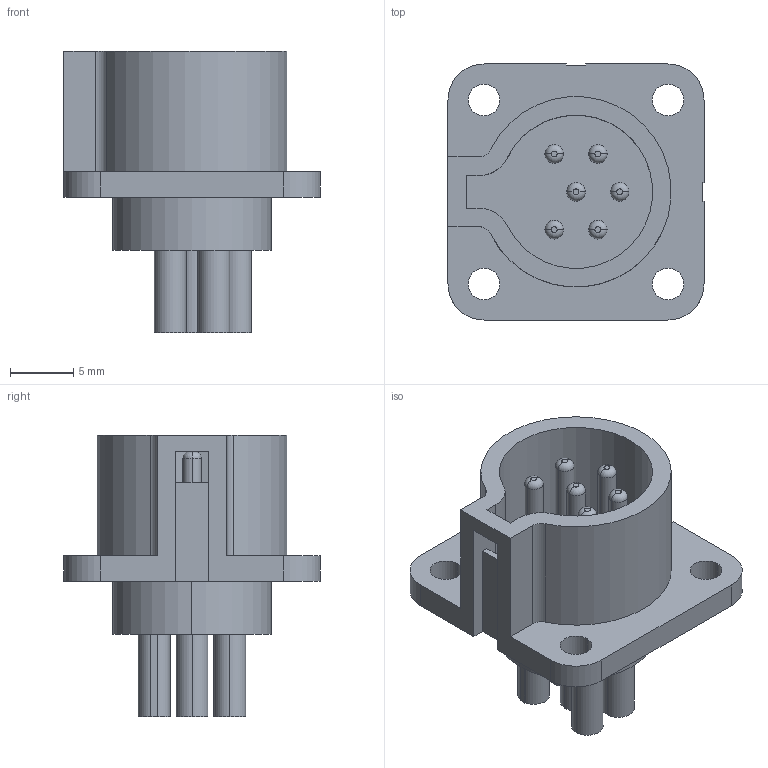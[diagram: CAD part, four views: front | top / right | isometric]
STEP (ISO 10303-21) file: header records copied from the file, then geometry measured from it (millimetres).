
FILE_DESCRIPTION (( 'STEP AP214' ), '1' );
FILE_NAME ('Hirose-RPC1.STEP', '2017-06-29T05:21:05', ( '' ), ( '' ), 'SwSTEP 2.0', 'SolidWorks 2016', '' );
FILE_SCHEMA (( 'AUTOMOTIVE_DESIGN' ));
Length unit declared in the file: millimetre
Products named in the file (2): Hirose-RPC1
Bounding box: 20.19 x 20.19 x 22.2 mm (x, y, z)
Volume: 2070.2 mm3; surface area: 2854.3 mm2
Topology: 1 solids, 1 shells, 133 faces, 309 edges, 202 vertices
Faces by surface type: cylinder 68, plane 53, torus 12
Entity records: 4774 total; most frequent: DIRECTION 739, CARTESIAN_POINT 646, ORIENTED_EDGE 618, EDGE_CURVE 309, AXIS2_PLACEMENT_3D 295, VERTEX_POINT 202, EDGE_LOOP 167, CIRCLE 160
